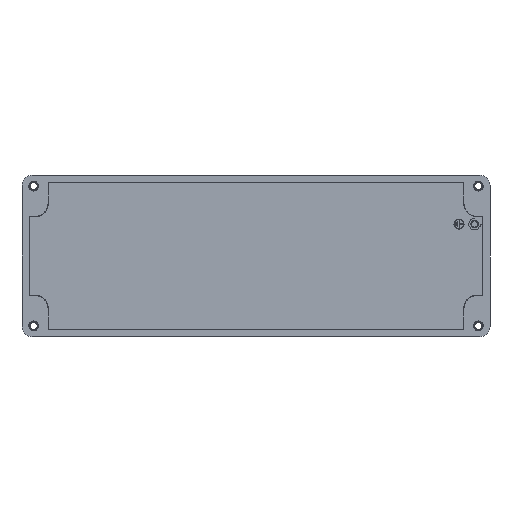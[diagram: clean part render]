
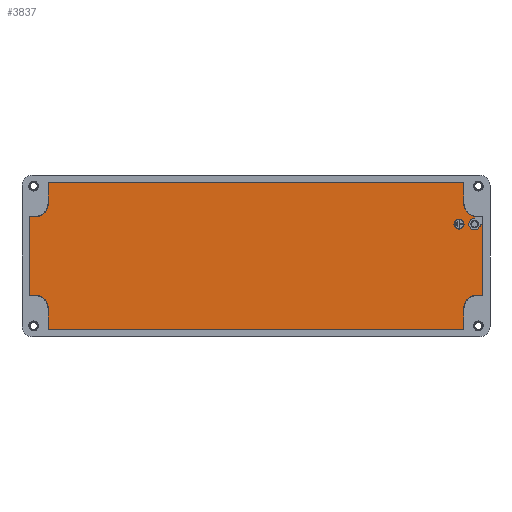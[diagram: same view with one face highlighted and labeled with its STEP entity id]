
A CAD part, front view. The second image highlights one B-rep face of the part: STEP entity #3837.
In plain terms, the highlighted planar face has unit normal (0, -1, 0).
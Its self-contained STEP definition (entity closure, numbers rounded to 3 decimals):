
#1152=CARTESIAN_POINT('',(169.06,16.,30.475));
#1158=DIRECTION('',(1.,0.,0.));
#1159=VECTOR('',#1158,1.716);
#1160=CARTESIAN_POINT('',(173.56,16.,24.72));
#1161=LINE('',#1160,#1159);
#1162=DIRECTION('',(0.,0.,1.));
#1163=VECTOR('',#1162,54.306);
#1164=CARTESIAN_POINT('',(175.276,16.,-29.586));
#1165=LINE('',#1164,#1163);
#1166=CARTESIAN_POINT('',(174.586,16.,-29.586));
#1167=DIRECTION('',(0.,-1.,0.));
#1168=DIRECTION('',(0.,0.,-1.));
#1169=AXIS2_PLACEMENT_3D('',#1166,#1167,#1168);
#1171=DIRECTION('',(1.,0.,0.));
#1172=VECTOR('',#1171,3.486);
#1173=CARTESIAN_POINT('',(171.1,16.,-30.276));
#1174=LINE('',#1173,#1172);
#1175=CARTESIAN_POINT('',(171.1,16.,-40.8));
#1176=DIRECTION('',(0.,1.,0.));
#1177=DIRECTION('',(-1.,0.,0.));
#1178=AXIS2_PLACEMENT_3D('',#1175,#1176,#1177);
#1180=DIRECTION('',(0.,0.,1.));
#1181=VECTOR('',#1180,15.186);
#1182=CARTESIAN_POINT('',(160.576,16.,-55.986));
#1183=LINE('',#1182,#1181);
#1184=CARTESIAN_POINT('',(159.886,16.,-55.986));
#1185=DIRECTION('',(0.,-1.,0.));
#1186=DIRECTION('',(0.,0.,-1.));
#1187=AXIS2_PLACEMENT_3D('',#1184,#1185,#1186);
#1189=DIRECTION('',(-1.,0.,0.));
#1190=VECTOR('',#1189,319.773);
#1191=CARTESIAN_POINT('',(159.886,16.,-56.676));
#1192=LINE('',#1191,#1190);
#1193=CARTESIAN_POINT('',(-159.886,16.,-55.986));
#1194=DIRECTION('',(0.,-1.,0.));
#1195=DIRECTION('',(-1.,0.,0.));
#1196=AXIS2_PLACEMENT_3D('',#1193,#1194,#1195);
#1198=DIRECTION('',(0.,0.,-1.));
#1199=VECTOR('',#1198,15.186);
#1200=CARTESIAN_POINT('',(-160.576,16.,-40.8));
#1201=LINE('',#1200,#1199);
#1202=CARTESIAN_POINT('',(-171.1,16.,-40.8));
#1203=DIRECTION('',(0.,1.,0.));
#1204=DIRECTION('',(0.,0.,1.));
#1205=AXIS2_PLACEMENT_3D('',#1202,#1203,#1204);
#1207=DIRECTION('',(1.,0.,0.));
#1208=VECTOR('',#1207,3.486);
#1209=CARTESIAN_POINT('',(-174.586,16.,-30.276));
#1210=LINE('',#1209,#1208);
#1211=CARTESIAN_POINT('',(-174.586,16.,-29.586));
#1212=DIRECTION('',(0.,-1.,0.));
#1213=DIRECTION('',(-1.,0.,0.));
#1214=AXIS2_PLACEMENT_3D('',#1211,#1212,#1213);
#1216=DIRECTION('',(0.,0.,-1.));
#1217=VECTOR('',#1216,59.173);
#1218=CARTESIAN_POINT('',(-175.276,16.,29.586));
#1219=LINE('',#1218,#1217);
#1220=CARTESIAN_POINT('',(-174.586,16.,29.586));
#1221=DIRECTION('',(0.,-1.,0.));
#1222=DIRECTION('',(0.,0.,1.));
#1223=AXIS2_PLACEMENT_3D('',#1220,#1221,#1222);
#1225=DIRECTION('',(-1.,0.,0.));
#1226=VECTOR('',#1225,3.486);
#1227=CARTESIAN_POINT('',(-171.1,16.,30.276));
#1228=LINE('',#1227,#1226);
#1229=CARTESIAN_POINT('',(-171.1,16.,40.8));
#1230=DIRECTION('',(0.,1.,0.));
#1231=DIRECTION('',(1.,0.,0.));
#1232=AXIS2_PLACEMENT_3D('',#1229,#1230,#1231);
#1234=DIRECTION('',(0.,0.,-1.));
#1235=VECTOR('',#1234,15.186);
#1236=CARTESIAN_POINT('',(-160.576,16.,55.986));
#1237=LINE('',#1236,#1235);
#1238=CARTESIAN_POINT('',(-159.886,16.,55.986));
#1239=DIRECTION('',(0.,-1.,0.));
#1240=DIRECTION('',(0.,0.,1.));
#1241=AXIS2_PLACEMENT_3D('',#1238,#1239,#1240);
#1243=DIRECTION('',(1.,0.,0.));
#1244=VECTOR('',#1243,319.773);
#1245=CARTESIAN_POINT('',(-159.886,16.,56.676));
#1246=LINE('',#1245,#1244);
#1247=CARTESIAN_POINT('',(159.886,16.,55.986));
#1248=DIRECTION('',(0.,-1.,0.));
#1249=DIRECTION('',(1.,0.,0.));
#1250=AXIS2_PLACEMENT_3D('',#1247,#1248,#1249);
#1252=DIRECTION('',(0.,0.,1.));
#1253=VECTOR('',#1252,15.186);
#1254=CARTESIAN_POINT('',(160.576,16.,40.8));
#1255=LINE('',#1254,#1253);
#1256=CARTESIAN_POINT('',(171.1,16.,40.8));
#1257=DIRECTION('',(0.,1.,0.));
#1258=DIRECTION('',(-0.194,0.,-0.981));
#1259=AXIS2_PLACEMENT_3D('',#1256,#1257,#1258);
#1261=DIRECTION('',(0.,0.,-1.));
#1262=VECTOR('',#1261,1.255);
#1263=CARTESIAN_POINT('',(169.06,16.,30.475));
#1264=LINE('',#1263,#1262);
#1265=CARTESIAN_POINT('',(169.06,16.,24.72));
#1266=DIRECTION('',(0.,-1.,0.));
#1267=DIRECTION('',(0.,0.,1.));
#1268=AXIS2_PLACEMENT_3D('',#1265,#1266,#1267);
#1270=CARTESIAN_POINT('',(157.06,16.,24.72));
#1271=DIRECTION('',(0.,-1.,0.));
#1272=DIRECTION('',(1.,0.,0.));
#1273=AXIS2_PLACEMENT_3D('',#1270,#1271,#1272);
#1275=CARTESIAN_POINT('',(157.06,16.,24.72));
#1276=DIRECTION('',(0.,-1.,0.));
#1277=DIRECTION('',(-1.,0.,0.));
#1278=AXIS2_PLACEMENT_3D('',#1275,#1276,#1277);
#1867=CARTESIAN_POINT('',(175.276,16.,24.72));
#1868=VERTEX_POINT('',#1867);
#1869=CARTESIAN_POINT('',(173.56,16.,24.72));
#1870=VERTEX_POINT('',#1869);
#1872=CARTESIAN_POINT('',(175.276,16.,-29.586));
#1874=VERTEX_POINT('',#1872);
#1881=VERTEX_POINT('',#1152);
#1884=CARTESIAN_POINT('',(160.576,16.,40.8));
#1885=VERTEX_POINT('',#1884);
#1886=CARTESIAN_POINT('',(169.06,16.,29.22));
#1887=VERTEX_POINT('',#1886);
#1890=CARTESIAN_POINT('',(160.576,16.,55.986));
#1891=VERTEX_POINT('',#1890);
#1894=CARTESIAN_POINT('',(159.886,16.,56.676));
#1895=VERTEX_POINT('',#1894);
#1898=CARTESIAN_POINT('',(-159.886,16.,56.676));
#1899=VERTEX_POINT('',#1898);
#1900=CARTESIAN_POINT('',(174.586,16.,-30.276));
#1902=VERTEX_POINT('',#1900);
#1904=CARTESIAN_POINT('',(-160.576,16.,55.986));
#1905=VERTEX_POINT('',#1904);
#1906=CARTESIAN_POINT('',(-160.576,16.,40.8));
#1907=VERTEX_POINT('',#1906);
#1908=CARTESIAN_POINT('',(-171.1,16.,30.276));
#1909=VERTEX_POINT('',#1908);
#1910=CARTESIAN_POINT('',(-174.586,16.,30.276));
#1911=VERTEX_POINT('',#1910);
#1912=CARTESIAN_POINT('',(-175.276,16.,29.586));
#1913=VERTEX_POINT('',#1912);
#1914=CARTESIAN_POINT('',(-175.276,16.,-29.586));
#1915=VERTEX_POINT('',#1914);
#1916=CARTESIAN_POINT('',(-174.586,16.,-30.276));
#1917=VERTEX_POINT('',#1916);
#1918=CARTESIAN_POINT('',(-171.1,16.,-30.276));
#1919=VERTEX_POINT('',#1918);
#1920=CARTESIAN_POINT('',(-160.576,16.,-40.8));
#1921=VERTEX_POINT('',#1920);
#1922=CARTESIAN_POINT('',(-160.576,16.,-55.986));
#1923=VERTEX_POINT('',#1922);
#1924=CARTESIAN_POINT('',(-159.886,16.,-56.676));
#1925=VERTEX_POINT('',#1924);
#1926=CARTESIAN_POINT('',(159.886,16.,-56.676));
#1927=CARTESIAN_POINT('',(160.576,16.,-55.986));
#1928=VERTEX_POINT('',#1926);
#1929=VERTEX_POINT('',#1927);
#1930=CARTESIAN_POINT('',(160.576,16.,-40.8));
#1931=VERTEX_POINT('',#1930);
#1932=CARTESIAN_POINT('',(171.1,16.,-30.276));
#1933=VERTEX_POINT('',#1932);
#1945=CARTESIAN_POINT('',(160.96,16.,24.72));
#1947=VERTEX_POINT('',#1945);
#1952=CARTESIAN_POINT('',(153.16,16.,24.72));
#1953=VERTEX_POINT('',#1952);
#3780=CARTESIAN_POINT('',(70.,16.,0.));
#3781=DIRECTION('',(0.,-1.,0.));
#3782=DIRECTION('',(0.,0.,-1.));
#3783=AXIS2_PLACEMENT_3D('',#3780,#3781,#3782);
#3784=PLANE('',#3783);
#3786=ORIENTED_EDGE('',*,*,#3785,.T.);
#3788=ORIENTED_EDGE('',*,*,#3787,.F.);
#3790=ORIENTED_EDGE('',*,*,#3789,.F.);
#3792=ORIENTED_EDGE('',*,*,#3791,.F.);
#3794=ORIENTED_EDGE('',*,*,#3793,.F.);
#3796=ORIENTED_EDGE('',*,*,#3795,.F.);
#3798=ORIENTED_EDGE('',*,*,#3797,.F.);
#3800=ORIENTED_EDGE('',*,*,#3799,.T.);
#3802=ORIENTED_EDGE('',*,*,#3801,.F.);
#3804=ORIENTED_EDGE('',*,*,#3803,.F.);
#3806=ORIENTED_EDGE('',*,*,#3805,.F.);
#3808=ORIENTED_EDGE('',*,*,#3807,.F.);
#3810=ORIENTED_EDGE('',*,*,#3809,.F.);
#3812=ORIENTED_EDGE('',*,*,#3811,.F.);
#3814=ORIENTED_EDGE('',*,*,#3813,.F.);
#3816=ORIENTED_EDGE('',*,*,#3815,.F.);
#3818=ORIENTED_EDGE('',*,*,#3817,.F.);
#3820=ORIENTED_EDGE('',*,*,#3819,.F.);
#3821=ORIENTED_EDGE('',*,*,#3697,.F.);
#3822=ORIENTED_EDGE('',*,*,#3713,.T.);
#3823=ORIENTED_EDGE('',*,*,#3726,.F.);
#3824=ORIENTED_EDGE('',*,*,#3740,.F.);
#3825=ORIENTED_EDGE('',*,*,#3754,.F.);
#3826=ORIENTED_EDGE('',*,*,#3770,.T.);
#3828=ORIENTED_EDGE('',*,*,#3827,.T.);
#3829=EDGE_LOOP('',(#3786,#3788,#3790,#3792,#3794,#3796,#3798,#3800,#3802,#3804,
#3806,#3808,#3810,#3812,#3814,#3816,#3818,#3820,#3821,#3822,#3823,#3824,#3825,
#3826,#3828));
#3830=FACE_OUTER_BOUND('',#3829,.F.);
#3832=ORIENTED_EDGE('',*,*,#3831,.T.);
#3834=ORIENTED_EDGE('',*,*,#3833,.T.);
#3835=EDGE_LOOP('',(#3832,#3834));
#3836=FACE_BOUND('',#3835,.F.);
#3837=ADVANCED_FACE('',(#3830,#3836),#3784,.T.);
#1170=CIRCLE('',#1169,0.689);
#1179=CIRCLE('',#1178,10.524);
#1188=CIRCLE('',#1187,0.689);
#1197=CIRCLE('',#1196,0.689);
#1206=CIRCLE('',#1205,10.524);
#1215=CIRCLE('',#1214,0.689);
#1224=CIRCLE('',#1223,0.689);
#1233=CIRCLE('',#1232,10.524);
#1242=CIRCLE('',#1241,0.689);
#1251=CIRCLE('',#1250,0.689);
#1260=CIRCLE('',#1259,10.524);
#1269=CIRCLE('',#1268,4.5);
#1274=CIRCLE('',#1273,3.9);
#1279=CIRCLE('',#1278,3.9);
#3697=EDGE_CURVE('',#1899,#1905,#1242,.T.);
#3713=EDGE_CURVE('',#1899,#1895,#1246,.T.);
#3726=EDGE_CURVE('',#1891,#1895,#1251,.T.);
#3740=EDGE_CURVE('',#1885,#1891,#1255,.T.);
#3754=EDGE_CURVE('',#1881,#1885,#1260,.T.);
#3770=EDGE_CURVE('',#1881,#1887,#1264,.T.);
#3785=EDGE_CURVE('',#1870,#1868,#1161,.T.);
#3787=EDGE_CURVE('',#1874,#1868,#1165,.T.);
#3789=EDGE_CURVE('',#1902,#1874,#1170,.T.);
#3791=EDGE_CURVE('',#1933,#1902,#1174,.T.);
#3793=EDGE_CURVE('',#1931,#1933,#1179,.T.);
#3795=EDGE_CURVE('',#1929,#1931,#1183,.T.);
#3797=EDGE_CURVE('',#1928,#1929,#1188,.T.);
#3799=EDGE_CURVE('',#1928,#1925,#1192,.T.);
#3801=EDGE_CURVE('',#1923,#1925,#1197,.T.);
#3803=EDGE_CURVE('',#1921,#1923,#1201,.T.);
#3805=EDGE_CURVE('',#1919,#1921,#1206,.T.);
#3807=EDGE_CURVE('',#1917,#1919,#1210,.T.);
#3809=EDGE_CURVE('',#1915,#1917,#1215,.T.);
#3811=EDGE_CURVE('',#1913,#1915,#1219,.T.);
#3813=EDGE_CURVE('',#1911,#1913,#1224,.T.);
#3815=EDGE_CURVE('',#1909,#1911,#1228,.T.);
#3817=EDGE_CURVE('',#1907,#1909,#1233,.T.);
#3819=EDGE_CURVE('',#1905,#1907,#1237,.T.);
#3827=EDGE_CURVE('',#1887,#1870,#1269,.T.);
#3831=EDGE_CURVE('',#1947,#1953,#1274,.T.);
#3833=EDGE_CURVE('',#1953,#1947,#1279,.T.);
